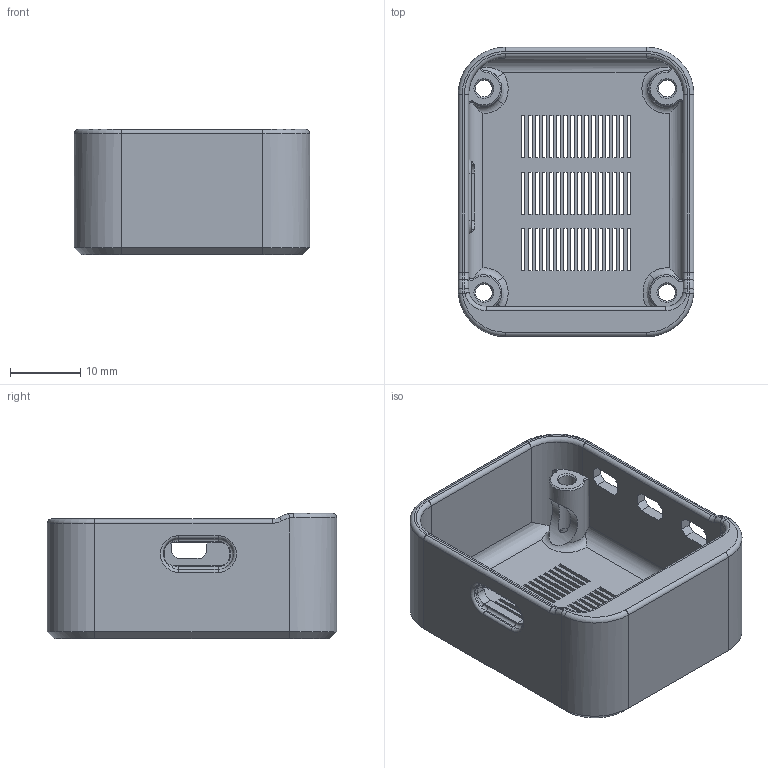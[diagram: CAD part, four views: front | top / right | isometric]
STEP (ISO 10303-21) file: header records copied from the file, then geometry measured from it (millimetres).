
FILE_DESCRIPTION(/* description */ (''),/* implementation_level */ '2;1');
FILE_NAME(/* name */ 'case step.stp',/* time_stamp */ '2025-04-26T22:17:20+06:00',/* author */ (''),/* organization */ (''),/* preprocessor_version */ 'ST-DEVELOPER v16.7',/* originating_system */ 'SIEMENS PLM Software NX 12.0',/* authorisation */ '');
FILE_SCHEMA (('AUTOMOTIVE_DESIGN { 1 0 10303 214 3 1 1 1 }'));
Length unit declared in the file: millimetre
Products named in the file (1): case
Bounding box: 33.5 x 41.1 x 17.8 mm (x, y, z)
Volume: 5200.2 mm3; surface area: 8095.9 mm2
Topology: 1 solids, 1 shells, 400 faces, 1122 edges, 722 vertices
Faces by surface type: plane 255, cylinder 62, cone 32, torus 28, bspline 23
Full cylindrical faces by diameter (mm): 2.4 x4, 4.4 x4
Entity records: 14276 total; most frequent: CARTESIAN_POINT 4022, ORIENTED_EDGE 2172, DIRECTION 1943, EDGE_CURVE 1086, LINE 803, VECTOR 803, VERTEX_POINT 708, AXIS2_PLACEMENT_3D 570
